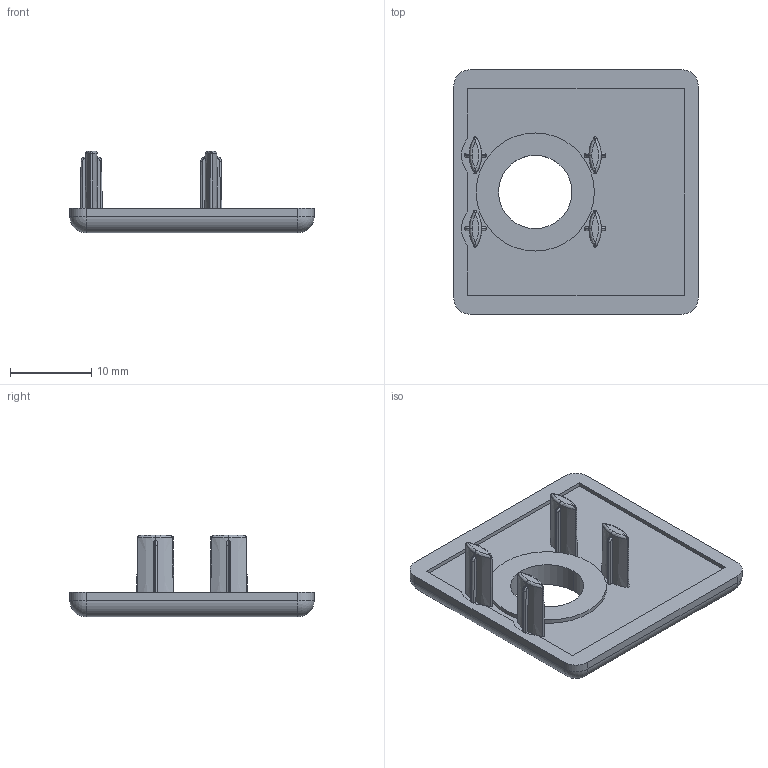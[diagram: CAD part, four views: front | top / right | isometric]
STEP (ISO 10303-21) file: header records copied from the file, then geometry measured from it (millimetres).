
FILE_DESCRIPTION (( 'STEP AP214' ), '1' );
FILE_NAME ('091337s01.STEP', '2014-05-14T08:07:04', ( '' ), ( '' ), 'SwSTEP 2.0', 'SolidWorks 2014', '' );
FILE_SCHEMA (( 'AUTOMOTIVE_DESIGN' ));
Length unit declared in the file: millimetre
Products named in the file (1): 091337s01
Bounding box: 30 x 30 x 10 mm (x, y, z)
Volume: 2300.3 mm3; surface area: 2408.5 mm2
Topology: 1 solids, 1 shells, 164 faces, 410 edges, 242 vertices
Faces by surface type: cylinder 54, plane 50, torus 28, cone 20, bspline 8, sphere 4
Entity records: 7634 total; most frequent: CARTESIAN_POINT 3825, DIRECTION 798, ORIENTED_EDGE 796, EDGE_CURVE 398, AXIS2_PLACEMENT_3D 315, VERTEX_POINT 242, EDGE_LOOP 172, VECTOR 168
